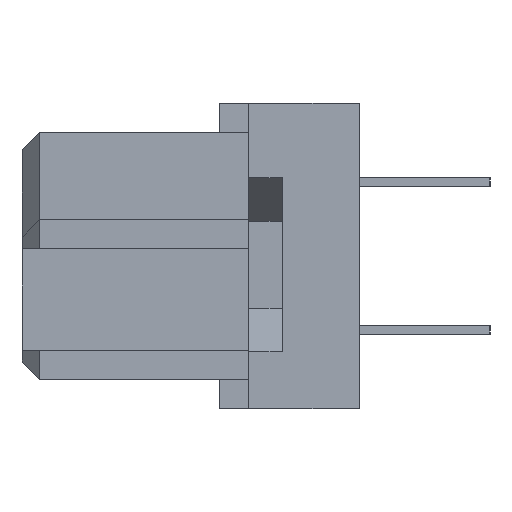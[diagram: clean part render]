
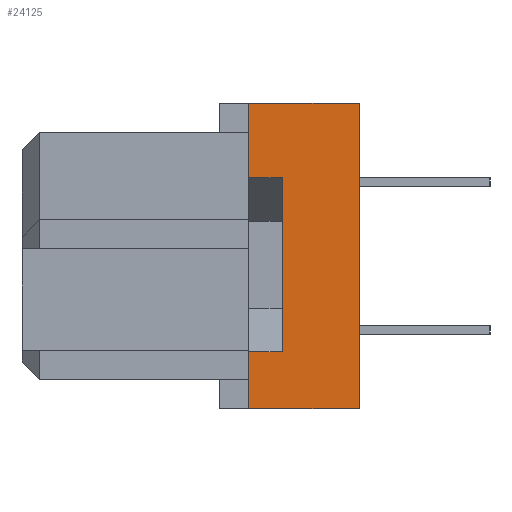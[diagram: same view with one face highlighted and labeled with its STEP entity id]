
A CAD part, left-side view. The second image highlights one B-rep face of the part: STEP entity #24125.
In plain terms, the highlighted planar face has unit normal (-1, 0, 0).
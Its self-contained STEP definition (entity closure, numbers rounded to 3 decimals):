
#685=DIRECTION('',(0.,0.,-1.));
#686=VECTOR('',#685,2.55);
#687=CARTESIAN_POINT('',(-27.5,-2.,5.25));
#688=LINE('',#687,#686);
#709=DIRECTION('',(0.,0.,-1.));
#710=VECTOR('',#709,1.95);
#711=CARTESIAN_POINT('',(-27.5,-2.,-3.3));
#712=LINE('',#711,#710);
#821=DIRECTION('',(0.,-1.,0.));
#822=VECTOR('',#821,3.8);
#823=CARTESIAN_POINT('',(-27.5,-2.,-5.25));
#824=LINE('',#823,#822);
#7693=DIRECTION('',(0.,0.,1.));
#7694=VECTOR('',#7693,10.5);
#7695=CARTESIAN_POINT('',(-27.5,-5.8,-5.25));
#7696=LINE('',#7695,#7694);
#7750=DIRECTION('',(0.,0.,-1.));
#7751=VECTOR('',#7750,6.);
#7752=CARTESIAN_POINT('',(-27.5,-3.15,2.7));
#7753=LINE('',#7752,#7751);
#7754=DIRECTION('',(0.,1.,0.));
#7755=VECTOR('',#7754,1.15);
#7756=CARTESIAN_POINT('',(-27.5,-3.15,2.7));
#7757=LINE('',#7756,#7755);
#7758=DIRECTION('',(0.,1.,0.));
#7759=VECTOR('',#7758,1.15);
#7760=CARTESIAN_POINT('',(-27.5,-3.15,-3.3));
#7761=LINE('',#7760,#7759);
#7794=DIRECTION('',(0.,1.,0.));
#7795=VECTOR('',#7794,3.8);
#7796=CARTESIAN_POINT('',(-27.5,-5.8,5.25));
#7797=LINE('',#7796,#7795);
#9019=CARTESIAN_POINT('',(-27.5,-5.8,5.25));
#9021=VERTEX_POINT('',#9019);
#9085=CARTESIAN_POINT('',(-27.5,-2.,5.25));
#9086=VERTEX_POINT('',#9085);
#11217=CARTESIAN_POINT('',(-27.5,-2.,-5.25));
#11218=CARTESIAN_POINT('',(-27.5,-5.8,-5.25));
#11219=VERTEX_POINT('',#11217);
#11220=VERTEX_POINT('',#11218);
#11249=CARTESIAN_POINT('',(-27.5,-3.15,2.7));
#11250=CARTESIAN_POINT('',(-27.5,-3.15,-3.3));
#11251=VERTEX_POINT('',#11249);
#11252=VERTEX_POINT('',#11250);
#11253=CARTESIAN_POINT('',(-27.5,-2.,2.7));
#11254=VERTEX_POINT('',#11253);
#11255=CARTESIAN_POINT('',(-27.5,-2.,-3.3));
#11256=VERTEX_POINT('',#11255);
#24107=CARTESIAN_POINT('',(-27.5,5.8,-5.25));
#24108=DIRECTION('',(-1.,0.,0.));
#24109=DIRECTION('',(0.,-1.,0.));
#24110=AXIS2_PLACEMENT_3D('',#24107,#24108,#24109);
#24111=PLANE('',#24110);
#24112=ORIENTED_EDGE('',*,*,#24037,.F.);
#24114=ORIENTED_EDGE('',*,*,#24113,.T.);
#24115=ORIENTED_EDGE('',*,*,#12313,.F.);
#24117=ORIENTED_EDGE('',*,*,#24116,.F.);
#24118=ORIENTED_EDGE('',*,*,#23959,.F.);
#24119=ORIENTED_EDGE('',*,*,#12446,.F.);
#24120=ORIENTED_EDGE('',*,*,#12325,.F.);
#24122=ORIENTED_EDGE('',*,*,#24121,.F.);
#24123=EDGE_LOOP('',(#24112,#24114,#24115,#24117,#24118,#24119,#24120,#24122));
#24124=FACE_OUTER_BOUND('',#24123,.F.);
#24125=ADVANCED_FACE('',(#24124),#24111,.T.);
#12313=EDGE_CURVE('',#9086,#11254,#688,.T.);
#12325=EDGE_CURVE('',#11256,#11219,#712,.T.);
#12446=EDGE_CURVE('',#11219,#11220,#824,.T.);
#23959=EDGE_CURVE('',#11220,#9021,#7696,.T.);
#24037=EDGE_CURVE('',#11251,#11252,#7753,.T.);
#24113=EDGE_CURVE('',#11251,#11254,#7757,.T.);
#24116=EDGE_CURVE('',#9021,#9086,#7797,.T.);
#24121=EDGE_CURVE('',#11252,#11256,#7761,.T.);
